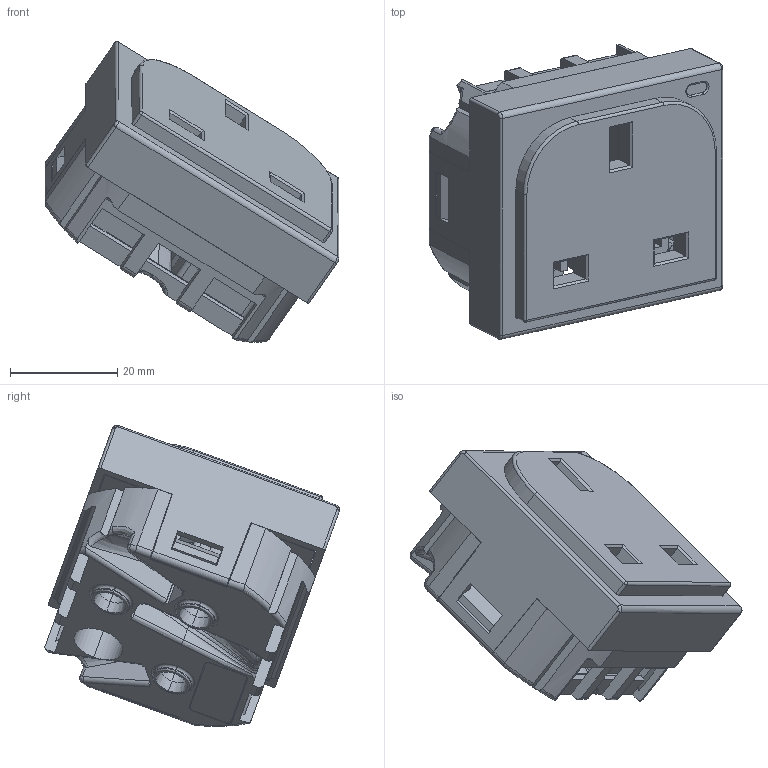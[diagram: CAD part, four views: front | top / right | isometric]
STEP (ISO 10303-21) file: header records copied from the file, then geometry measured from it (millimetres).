
FILE_DESCRIPTION(('CATIA V5 STEP Exchange'),'2;1');
FILE_NAME('45B97TS.stp','2023-09-25T11:24:49+00:00',('none'),('none'),'CATIA Version 5-6 Release 2016 SP6','CATIA V5 STEP AP203','none');
FILE_SCHEMA(('CONFIG_CONTROL_DESIGN'));
Length unit declared in the file: millimetre
Products named in the file (1): 45B97TS
Assembly tree (3 placements, depth 2):
  45B97TS
    #57
    #21089
    #30208
Bounding box: 54.71 x 54.96 x 56.07 mm (x, y, z)
Volume: 20448.7 mm3; surface area: 27700.4 mm2
Topology: 2 solids, 2 shells, 782 faces, 2353 edges, 1563 vertices
Faces by surface type: plane 473, cylinder 190, bspline 67, torus 38, cone 10, sphere 3, extrusion 1
Entity records: 30235 total; most frequent: CARTESIAN_POINT 10705, ORIENTED_EDGE 4696, DIRECTION 3008, EDGE_CURVE 2348, VECTOR 1613, LINE 1612, VERTEX_POINT 1559, AXIS2_PLACEMENT_3D 900
